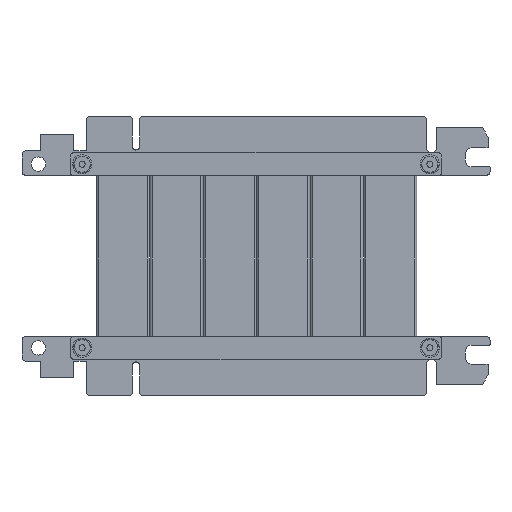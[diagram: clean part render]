
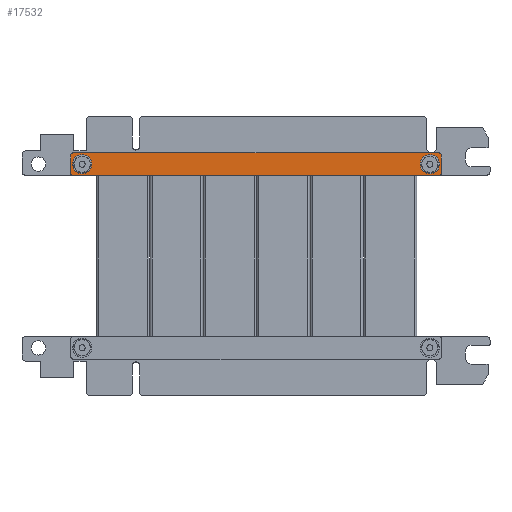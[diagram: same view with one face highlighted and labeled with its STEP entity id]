
A CAD part, top view. The second image highlights one B-rep face of the part: STEP entity #17532.
In plain terms, the highlighted planar face has unit normal (0, 0, 1).
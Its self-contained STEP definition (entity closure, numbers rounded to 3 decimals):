
#17286 = VERTEX_POINT('',#17287);
#17287 = CARTESIAN_POINT('',(-2.793,-2.305,2.5));
#17293 = EDGE_CURVE('',#17294,#17286,#17296,.T.);
#17294 = VERTEX_POINT('',#17295);
#17295 = CARTESIAN_POINT('',(-2.793,2.295,2.5));
#17296 = LINE('',#17297,#17298);
#17297 = CARTESIAN_POINT('',(-2.793,2.795,2.5));
#17298 = VECTOR('',#17299,1.);
#17299 = DIRECTION('',(0.,-1.,0.));
#17315 = EDGE_CURVE('',#17316,#17318,#17320,.T.);
#17316 = VERTEX_POINT('',#17317);
#17317 = CARTESIAN_POINT('',(-2.293,-2.805,2.5));
#17318 = VERTEX_POINT('',#17319);
#17319 = CARTESIAN_POINT('',(88.807,-2.805,2.5));
#17320 = LINE('',#17321,#17322);
#17321 = CARTESIAN_POINT('',(-2.793,-2.805,2.5));
#17322 = VECTOR('',#17323,1.);
#17323 = DIRECTION('',(1.,0.,0.));
#17346 = EDGE_CURVE('',#17347,#17349,#17351,.T.);
#17347 = VERTEX_POINT('',#17348);
#17348 = CARTESIAN_POINT('',(89.307,-2.305,2.5));
#17349 = VERTEX_POINT('',#17350);
#17350 = CARTESIAN_POINT('',(89.307,2.295,2.5));
#17351 = LINE('',#17352,#17353);
#17352 = CARTESIAN_POINT('',(89.307,-2.805,2.5));
#17353 = VECTOR('',#17354,1.);
#17354 = DIRECTION('',(0.,1.,0.));
#17379 = VERTEX_POINT('',#17380);
#17380 = CARTESIAN_POINT('',(-2.293,2.795,2.5));
#17386 = EDGE_CURVE('',#17387,#17379,#17389,.T.);
#17387 = VERTEX_POINT('',#17388);
#17388 = CARTESIAN_POINT('',(88.807,2.795,2.5));
#17389 = LINE('',#17390,#17391);
#17390 = CARTESIAN_POINT('',(89.307,2.795,2.5));
#17391 = VECTOR('',#17392,1.);
#17392 = DIRECTION('',(-1.,0.,0.));
#17532 = ADVANCED_FACE('',(#17533,#17544,#17555),#17589,.T.);
#17533 = FACE_BOUND('',#17534,.T.);
#17534 = EDGE_LOOP('',(#17535));
#17535 = ORIENTED_EDGE('',*,*,#17536,.F.);
#17536 = EDGE_CURVE('',#17537,#17537,#17539,.T.);
#17537 = VERTEX_POINT('',#17538);
#17538 = CARTESIAN_POINT('',(88.907,-0.005,2.5));
#17539 = CIRCLE('',#17540,2.4);
#17540 = AXIS2_PLACEMENT_3D('',#17541,#17542,#17543);
#17541 = CARTESIAN_POINT('',(86.507,-0.005,2.5));
#17542 = DIRECTION('',(0.,0.,1.));
#17543 = DIRECTION('',(1.,0.,0.));
#17544 = FACE_BOUND('',#17545,.T.);
#17545 = EDGE_LOOP('',(#17546));
#17546 = ORIENTED_EDGE('',*,*,#17547,.F.);
#17547 = EDGE_CURVE('',#17548,#17548,#17550,.T.);
#17548 = VERTEX_POINT('',#17549);
#17549 = CARTESIAN_POINT('',(2.4,0.,2.5));
#17550 = CIRCLE('',#17551,2.4);
#17551 = AXIS2_PLACEMENT_3D('',#17552,#17553,#17554);
#17552 = CARTESIAN_POINT('',(0.,0.,2.5));
#17553 = DIRECTION('',(0.,0.,1.));
#17554 = DIRECTION('',(1.,0.,0.));
#17555 = FACE_BOUND('',#17556,.T.);
#17556 = EDGE_LOOP('',(#17557,#17558,#17565,#17566,#17573,#17574,#17581,
    #17582));
#17557 = ORIENTED_EDGE('',*,*,#17293,.T.);
#17558 = ORIENTED_EDGE('',*,*,#17559,.T.);
#17559 = EDGE_CURVE('',#17286,#17316,#17560,.T.);
#17560 = CIRCLE('',#17561,0.5);
#17561 = AXIS2_PLACEMENT_3D('',#17562,#17563,#17564);
#17562 = CARTESIAN_POINT('',(-2.293,-2.305,2.5));
#17563 = DIRECTION('',(0.,0.,1.));
#17564 = DIRECTION('',(1.,0.,0.));
#17565 = ORIENTED_EDGE('',*,*,#17315,.T.);
#17566 = ORIENTED_EDGE('',*,*,#17567,.T.);
#17567 = EDGE_CURVE('',#17318,#17347,#17568,.T.);
#17568 = CIRCLE('',#17569,0.5);
#17569 = AXIS2_PLACEMENT_3D('',#17570,#17571,#17572);
#17570 = CARTESIAN_POINT('',(88.807,-2.305,2.5));
#17571 = DIRECTION('',(0.,0.,1.));
#17572 = DIRECTION('',(1.,0.,0.));
#17573 = ORIENTED_EDGE('',*,*,#17346,.T.);
#17574 = ORIENTED_EDGE('',*,*,#17575,.T.);
#17575 = EDGE_CURVE('',#17349,#17387,#17576,.T.);
#17576 = CIRCLE('',#17577,0.5);
#17577 = AXIS2_PLACEMENT_3D('',#17578,#17579,#17580);
#17578 = CARTESIAN_POINT('',(88.807,2.295,2.5));
#17579 = DIRECTION('',(0.,0.,1.));
#17580 = DIRECTION('',(1.,0.,0.));
#17581 = ORIENTED_EDGE('',*,*,#17386,.T.);
#17582 = ORIENTED_EDGE('',*,*,#17583,.T.);
#17583 = EDGE_CURVE('',#17379,#17294,#17584,.T.);
#17584 = CIRCLE('',#17585,0.5);
#17585 = AXIS2_PLACEMENT_3D('',#17586,#17587,#17588);
#17586 = CARTESIAN_POINT('',(-2.293,2.295,2.5));
#17587 = DIRECTION('',(0.,0.,1.));
#17588 = DIRECTION('',(1.,0.,0.));
#17589 = PLANE('',#17590);
#17590 = AXIS2_PLACEMENT_3D('',#17591,#17592,#17593);
#17591 = CARTESIAN_POINT('',(0.,0.,2.5));
#17592 = DIRECTION('',(0.,0.,1.));
#17593 = DIRECTION('',(1.,0.,0.));
